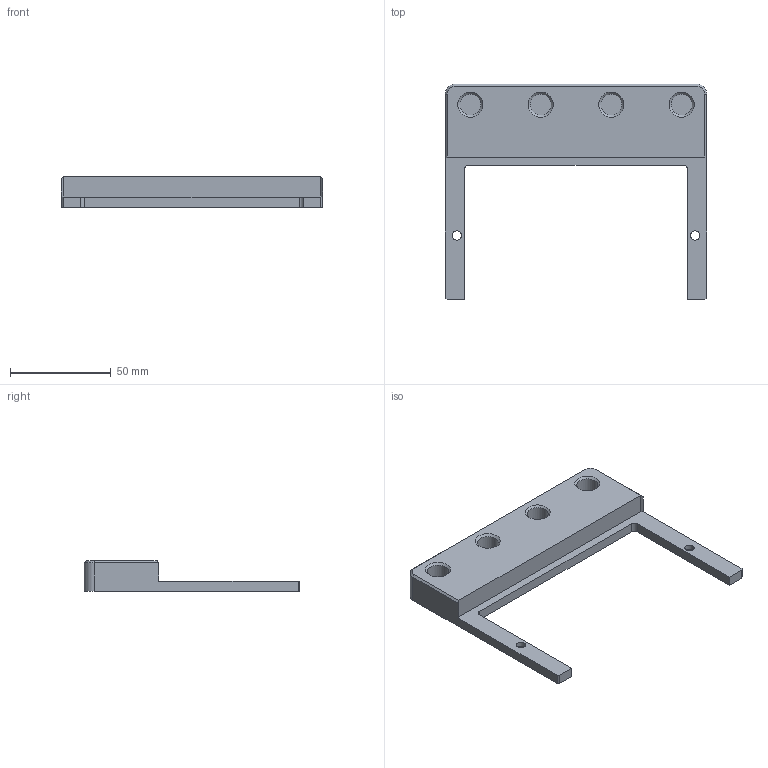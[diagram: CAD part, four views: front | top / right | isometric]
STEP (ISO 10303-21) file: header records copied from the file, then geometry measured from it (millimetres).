
FILE_DESCRIPTION(/* description */ (''),/* implementation_level */ '2;1');
FILE_NAME(/* name */ 'Platform Holder.step',/* time_stamp */ '2023-07-03T10:43:11+01:00',/* author */ (''),/* organization */ (''),/* preprocessor_version */ 'ST-DEVELOPER v19.2',/* originating_system */ 'Autodesk Translation Framework v12.6.0.85',/* authorisation */ '');
FILE_SCHEMA (('AUTOMOTIVE_DESIGN { 1 0 10303 214 3 1 1 }'));
Length unit declared in the file: millimetre
Products named in the file (1): Platform Holder
Bounding box: 129.79 x 107.25 x 15 mm (x, y, z)
Volume: 75515.4 mm3; surface area: 20511.6 mm2
Topology: 1 solids, 1 shells, 43 faces, 97 edges, 62 vertices
Faces by surface type: plane 25, cylinder 12, cone 6
Full cylindrical faces by diameter (mm): 4.6 x2, 6.2 x2, 10.5 x4
Entity records: 1227 total; most frequent: DIRECTION 215, CARTESIAN_POINT 203, ORIENTED_EDGE 194, EDGE_CURVE 97, AXIS2_PLACEMENT_3D 74, LINE 67, VECTOR 67, VERTEX_POINT 62
